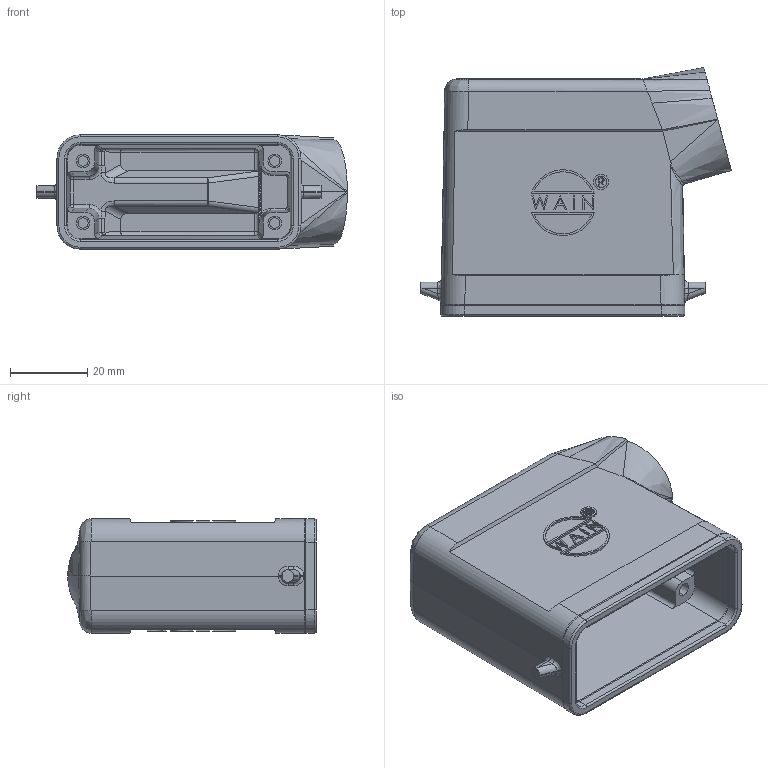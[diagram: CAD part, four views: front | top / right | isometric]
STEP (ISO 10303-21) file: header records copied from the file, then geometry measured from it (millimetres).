
FILE_DESCRIPTION((''),'2;1');
FILE_NAME('H10A-SE-2B-M20','2024-01-26T',('11539'),(''),'PRO/ENGINEER BY PARAMETRIC TECHNOLOGY CORPORATION, 2012480','PRO/ENGINEER BY PARAMETRIC TECHNOLOGY CORPORATION, 2012480','');
FILE_SCHEMA(('CONFIG_CONTROL_DESIGN'));
Length unit declared in the file: millimetre
Products named in the file (1): H10A-SE-2B-M20
Bounding box: 80.26 x 64.23 x 29.5 mm (x, y, z)
Volume: 39882.2 mm3; surface area: 26278.1 mm2
Topology: 1 solids, 1 shells, 487 faces, 1203 edges, 752 vertices
Faces by surface type: plane 238, cylinder 160, bspline 54, torus 12, sphere 11, extrusion 10, cone 2
Entity records: 17152 total; most frequent: CARTESIAN_POINT 6077, ORIENTED_EDGE 2386, DIRECTION 2082, EDGE_CURVE 1193, VERTEX_POINT 752, VECTOR 736, LINE 726, AXIS2_PLACEMENT_3D 673
